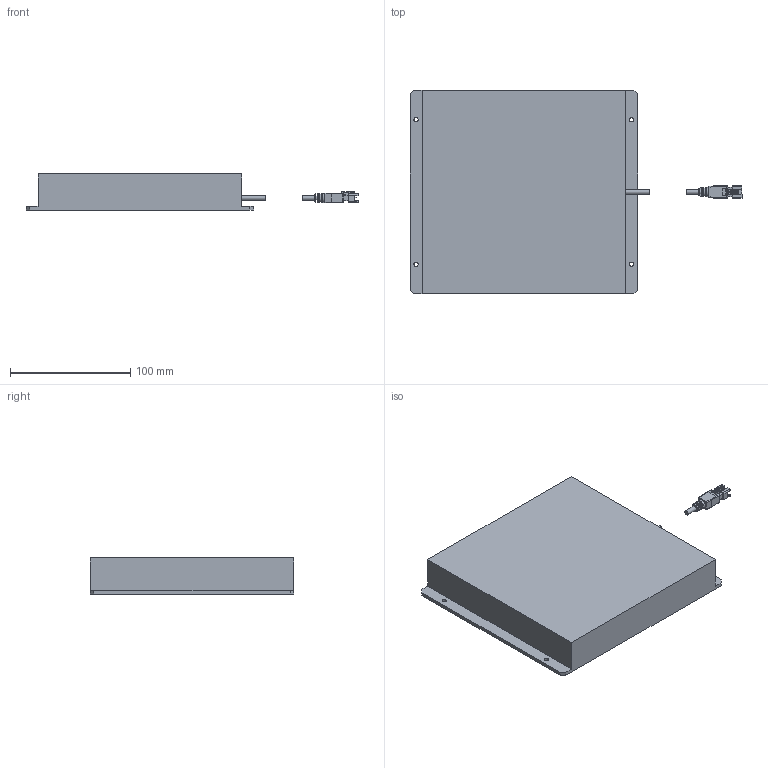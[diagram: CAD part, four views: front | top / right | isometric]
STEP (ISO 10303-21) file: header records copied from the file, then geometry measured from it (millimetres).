
FILE_DESCRIPTION(('STEP AP214'),'1');
FILE_NAME('LVB-G160160W.stp','2023-06-29T02:47:54',(' '),(' '),'Spatial InterOp 3D',' ',' ');
FILE_SCHEMA(('AUTOMOTIVE_DESIGN { 1 0 10303 214 1 1 1 1 }'));
Length unit declared in the file: metre
Products named in the file (3): LVB-G160160W; Component1; Component2
Assembly tree (2 placements, depth 2):
  LVB-G160160W
    Component1
    Component2
Bounding box: 275.73 x 169 x 30 mm (x, y, z)
Volume: 869154.1 mm3; surface area: 86397.6 mm2
Topology: 2 solids, 2 shells, 174 faces, 458 edges, 293 vertices
Faces by surface type: plane 123, cylinder 38, torus 4, bspline 4, sphere 4, cone 1
Full cylindrical faces by diameter (mm): 3.5 x4, 3.9 x2
Entity records: 7089 total; most frequent: CARTESIAN_POINT 1406, ORIENTED_EDGE 876, DIRECTION 843, EDGE_CURVE 438, LINE 327, VECTOR 327, VERTEX_POINT 285, AXIS2_PLACEMENT_3D 258
